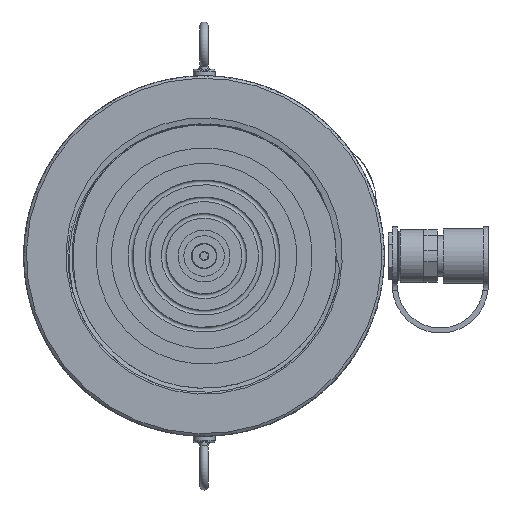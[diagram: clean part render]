
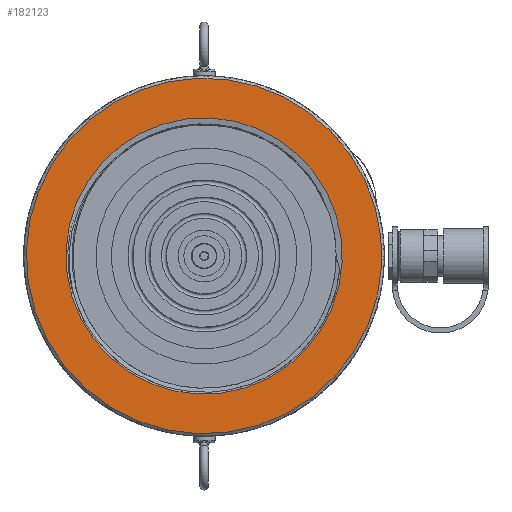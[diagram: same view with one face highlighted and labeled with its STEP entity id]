
A CAD part, left-side view. The second image highlights one B-rep face of the part: STEP entity #182123.
In plain terms, the highlighted planar face has unit normal (-1, 0, 0).
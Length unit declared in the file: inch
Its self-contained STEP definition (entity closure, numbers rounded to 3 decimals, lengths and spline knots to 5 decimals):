
#2610 = AXIS2_PLACEMENT_3D ( 'NONE', #234354, #156000, #260060 ) ;
#27437 = FACE_BOUND ( 'NONE', #331929, .T. ) ;
#51154 = EDGE_CURVE ( 'NONE', #297038, #297038, #84678, .T. ) ;
#84678 = CIRCLE ( 'NONE', #250028, 3.45 ) ;
#92561 = VERTEX_POINT ( 'NONE', #164895 ) ;
#105807 = CARTESIAN_POINT ( 'NONE',  ( -5.716, -3.36598, -0.75675 ) ) ;
#133070 = DIRECTION ( 'NONE',  ( 0., -0.976, -0.219 ) ) ;
#156000 = DIRECTION ( 'NONE',  ( 1., 0., 0. ) ) ;
#159798 = DIRECTION ( 'NONE',  ( -1., 0., 0. ) ) ;
#164895 = CARTESIAN_POINT ( 'NONE',  ( -5.716, -4.33187, -0.97391 ) ) ;
#170455 = ORIENTED_EDGE ( 'NONE', *, *, #270880, .T. ) ;
#182123 = ADVANCED_FACE ( 'NONE', ( #27437, #211834 ), #289119, .F. ) ;
#191515 = CIRCLE ( 'NONE', #191773, 4.44 ) ;
#191773 = AXIS2_PLACEMENT_3D ( 'NONE', #254727, #301831, #200042 ) ;
#194602 = EDGE_LOOP ( 'NONE', ( #170455 ) ) ;
#200042 = DIRECTION ( 'NONE',  ( 0., -0.976, -0.219 ) ) ;
#211834 = FACE_OUTER_BOUND ( 'NONE', #194602, .T. ) ;
#234354 = CARTESIAN_POINT ( 'NONE',  ( -5.716, -0.97391, 4.33187 ) ) ;
#234610 = ORIENTED_EDGE ( 'NONE', *, *, #51154, .F. ) ;
#250028 = AXIS2_PLACEMENT_3D ( 'NONE', #287472, #159798, #133070 ) ;
#254727 = CARTESIAN_POINT ( 'NONE',  ( -5.716, 0., 0. ) ) ;
#260060 = DIRECTION ( 'NONE',  ( 0., 0.976, 0.219 ) ) ;
#270880 = EDGE_CURVE ( 'NONE', #92561, #92561, #191515, .T. ) ;
#287472 = CARTESIAN_POINT ( 'NONE',  ( -5.716, 0., 0. ) ) ;
#289119 = PLANE ( 'NONE',  #2610 ) ;
#297038 = VERTEX_POINT ( 'NONE', #105807 ) ;
#301831 = DIRECTION ( 'NONE',  ( -1., 0., 0. ) ) ;
#331929 = EDGE_LOOP ( 'NONE', ( #234610 ) ) ;
